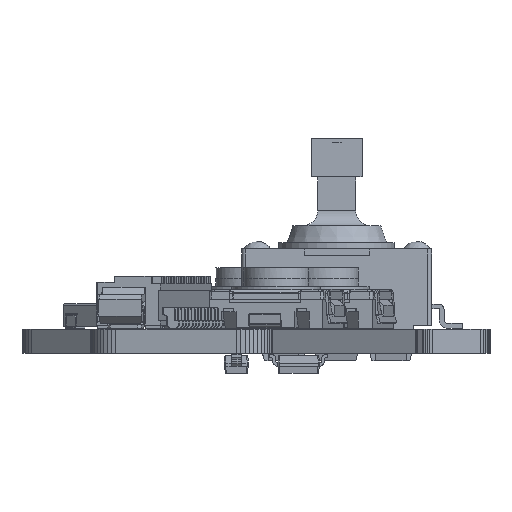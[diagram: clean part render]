
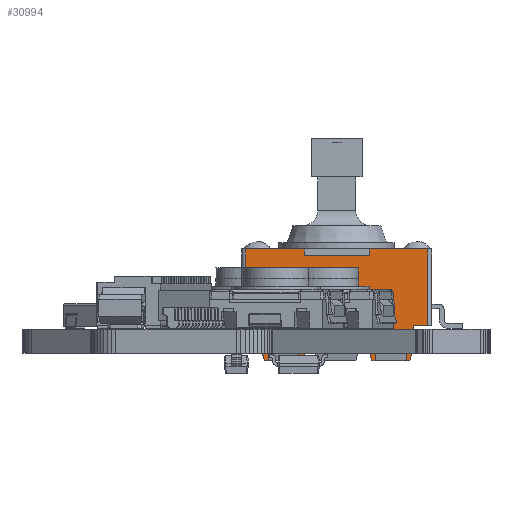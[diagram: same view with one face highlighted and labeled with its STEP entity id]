
A CAD part, front view. The second image highlights one B-rep face of the part: STEP entity #30994.
In plain terms, the highlighted face is planar.
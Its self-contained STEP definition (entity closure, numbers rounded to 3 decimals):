
#2134=FACE_OUTER_BOUND('',#3772,.T.);
#3772=EDGE_LOOP('',(#25633,#25634,#25635,#25636,#25637,#25638,#25639,#25640,
#25641,#25642,#25643,#25644,#25645,#25646,#25647,#25648,#25649,#25650,#25651,
#25652,#25653,#25654,#25655,#25656,#25657,#25658,#25659,#25660));
#6959=LINE('',#47922,#10808);
#6963=LINE('',#47931,#10812);
#6965=LINE('',#47935,#10814);
#6969=LINE('',#47946,#10818);
#6977=LINE('',#47962,#10826);
#6988=LINE('',#47986,#10837);
#6990=LINE('',#47990,#10839);
#6992=LINE('',#47995,#10841);
#7003=LINE('',#48024,#10852);
#7005=LINE('',#48029,#10854);
#7010=LINE('',#48040,#10859);
#7012=LINE('',#48047,#10861);
#7016=LINE('',#48057,#10865);
#7020=LINE('',#48063,#10869);
#7023=LINE('',#48069,#10872);
#7024=LINE('',#48071,#10873);
#7025=LINE('',#48073,#10874);
#7026=LINE('',#48075,#10875);
#7144=LINE('',#48330,#10993);
#7145=LINE('',#48336,#10994);
#7146=LINE('',#48337,#10995);
#7147=LINE('',#48338,#10996);
#7148=LINE('',#48339,#10997);
#7149=LINE('',#48341,#10998);
#7150=LINE('',#48343,#10999);
#7151=LINE('',#48345,#11000);
#7152=LINE('',#48347,#11001);
#7153=LINE('',#48348,#11002);
#10808=VECTOR('',#39362,1.);
#10812=VECTOR('',#39368,1.);
#10814=VECTOR('',#39370,1.);
#10818=VECTOR('',#39378,1.);
#10826=VECTOR('',#39390,1.);
#10837=VECTOR('',#39407,1.);
#10839=VECTOR('',#39409,1.);
#10841=VECTOR('',#39415,1.);
#10852=VECTOR('',#39446,1.);
#10854=VECTOR('',#39452,1.);
#10859=VECTOR('',#39463,1.);
#10861=VECTOR('',#39471,1.);
#10865=VECTOR('',#39483,1.);
#10869=VECTOR('',#39491,1.);
#10872=VECTOR('',#39500,1.);
#10873=VECTOR('',#39503,1.);
#10874=VECTOR('',#39506,1.);
#10875=VECTOR('',#39509,1.);
#10993=VECTOR('',#39765,1.);
#10994=VECTOR('',#39772,1.);
#10995=VECTOR('',#39773,1.);
#10996=VECTOR('',#39774,1.);
#10997=VECTOR('',#39775,1.);
#10998=VECTOR('',#39776,1.);
#10999=VECTOR('',#39777,1.);
#11000=VECTOR('',#39778,1.);
#11001=VECTOR('',#39779,1.);
#11002=VECTOR('',#39780,1.);
#13932=VERTEX_POINT('',#47919);
#13933=VERTEX_POINT('',#47921);
#13936=VERTEX_POINT('',#47928);
#13937=VERTEX_POINT('',#47930);
#13938=VERTEX_POINT('',#47932);
#13939=VERTEX_POINT('',#47934);
#13943=VERTEX_POINT('',#47943);
#13944=VERTEX_POINT('',#47945);
#13947=VERTEX_POINT('',#47955);
#13950=VERTEX_POINT('',#47960);
#13959=VERTEX_POINT('',#47983);
#13960=VERTEX_POINT('',#47985);
#13961=VERTEX_POINT('',#47987);
#13962=VERTEX_POINT('',#47989);
#13971=VERTEX_POINT('',#48023);
#13972=VERTEX_POINT('',#48028);
#13975=VERTEX_POINT('',#48039);
#13977=VERTEX_POINT('',#48046);
#13978=VERTEX_POINT('',#48054);
#13979=VERTEX_POINT('',#48056);
#14046=VERTEX_POINT('',#48328);
#14047=VERTEX_POINT('',#48329);
#14048=VERTEX_POINT('',#48334);
#14049=VERTEX_POINT('',#48335);
#14050=VERTEX_POINT('',#48340);
#14051=VERTEX_POINT('',#48342);
#14052=VERTEX_POINT('',#48344);
#14053=VERTEX_POINT('',#48346);
#17831=EDGE_CURVE('',#13932,#13933,#6959,.T.);
#17835=EDGE_CURVE('',#13937,#13936,#6963,.T.);
#17837=EDGE_CURVE('',#13939,#13938,#6965,.T.);
#17842=EDGE_CURVE('',#13944,#13943,#6969,.T.);
#17850=EDGE_CURVE('',#13947,#13950,#6977,.T.);
#17861=EDGE_CURVE('',#13959,#13960,#6988,.T.);
#17863=EDGE_CURVE('',#13961,#13962,#6990,.T.);
#17866=EDGE_CURVE('',#13936,#13944,#6992,.T.);
#17881=EDGE_CURVE('',#13971,#13939,#7003,.T.);
#17884=EDGE_CURVE('',#13972,#13971,#7005,.T.);
#17889=EDGE_CURVE('',#13962,#13975,#7010,.T.);
#17893=EDGE_CURVE('',#13975,#13977,#7012,.T.);
#17898=EDGE_CURVE('',#13979,#13978,#7016,.T.);
#17902=EDGE_CURVE('',#13933,#13959,#7020,.T.);
#17905=EDGE_CURVE('',#13938,#13979,#7023,.T.);
#17906=EDGE_CURVE('',#13937,#13978,#7024,.T.);
#17907=EDGE_CURVE('',#13960,#13950,#7025,.T.);
#17908=EDGE_CURVE('',#13961,#13947,#7026,.T.);
#18032=EDGE_CURVE('',#14046,#14047,#7144,.T.);
#18035=EDGE_CURVE('',#14048,#14049,#7145,.T.);
#18036=EDGE_CURVE('',#14048,#13977,#7146,.T.);
#18037=EDGE_CURVE('',#13932,#13972,#7147,.T.);
#18038=EDGE_CURVE('',#13943,#14047,#7148,.T.);
#18039=EDGE_CURVE('',#14046,#14050,#7149,.T.);
#18040=EDGE_CURVE('',#14050,#14051,#7150,.T.);
#18041=EDGE_CURVE('',#14051,#14052,#7151,.T.);
#18042=EDGE_CURVE('',#14052,#14053,#7152,.T.);
#18043=EDGE_CURVE('',#14053,#14049,#7153,.T.);
#25633=ORIENTED_EDGE('',*,*,#18035,.F.);
#25634=ORIENTED_EDGE('',*,*,#18036,.T.);
#25635=ORIENTED_EDGE('',*,*,#17893,.F.);
#25636=ORIENTED_EDGE('',*,*,#17889,.F.);
#25637=ORIENTED_EDGE('',*,*,#17863,.F.);
#25638=ORIENTED_EDGE('',*,*,#17908,.T.);
#25639=ORIENTED_EDGE('',*,*,#17850,.T.);
#25640=ORIENTED_EDGE('',*,*,#17907,.F.);
#25641=ORIENTED_EDGE('',*,*,#17861,.F.);
#25642=ORIENTED_EDGE('',*,*,#17902,.F.);
#25643=ORIENTED_EDGE('',*,*,#17831,.F.);
#25644=ORIENTED_EDGE('',*,*,#18037,.T.);
#25645=ORIENTED_EDGE('',*,*,#17884,.T.);
#25646=ORIENTED_EDGE('',*,*,#17881,.T.);
#25647=ORIENTED_EDGE('',*,*,#17837,.T.);
#25648=ORIENTED_EDGE('',*,*,#17905,.T.);
#25649=ORIENTED_EDGE('',*,*,#17898,.T.);
#25650=ORIENTED_EDGE('',*,*,#17906,.F.);
#25651=ORIENTED_EDGE('',*,*,#17835,.T.);
#25652=ORIENTED_EDGE('',*,*,#17866,.T.);
#25653=ORIENTED_EDGE('',*,*,#17842,.T.);
#25654=ORIENTED_EDGE('',*,*,#18038,.T.);
#25655=ORIENTED_EDGE('',*,*,#18032,.F.);
#25656=ORIENTED_EDGE('',*,*,#18039,.T.);
#25657=ORIENTED_EDGE('',*,*,#18040,.T.);
#25658=ORIENTED_EDGE('',*,*,#18041,.T.);
#25659=ORIENTED_EDGE('',*,*,#18042,.T.);
#25660=ORIENTED_EDGE('',*,*,#18043,.T.);
#28653=PLANE('',#33058);
#30994=ADVANCED_FACE('',(#2134),#28653,.T.);
#33058=AXIS2_PLACEMENT_3D('',#48333,#39770,#39771);
#39362=DIRECTION('',(0.,0.,-1.));
#39368=DIRECTION('',(-1.,0.,0.));
#39370=DIRECTION('',(-1.,0.,0.));
#39378=DIRECTION('',(0.,0.,1.));
#39390=DIRECTION('',(-1.,0.,0.));
#39407=DIRECTION('',(1.,0.,0.));
#39409=DIRECTION('',(1.,0.,0.));
#39415=DIRECTION('',(-0.243,0.,0.97));
#39446=DIRECTION('',(-0.243,0.,-0.97));
#39452=DIRECTION('',(0.,0.,-1.));
#39463=DIRECTION('',(0.243,0.,0.97));
#39471=DIRECTION('',(0.,0.,1.));
#39483=DIRECTION('',(-1.,0.,0.));
#39491=DIRECTION('',(0.243,0.,-0.97));
#39500=DIRECTION('',(0.,0.,1.));
#39503=DIRECTION('',(0.,0.,1.));
#39506=DIRECTION('',(0.,0.,1.));
#39509=DIRECTION('',(0.,0.,1.));
#39765=DIRECTION('',(0.,0.,-1.));
#39770=DIRECTION('center_axis',(0.,1.,0.));
#39771=DIRECTION('ref_axis',(0.,0.,1.));
#39772=DIRECTION('',(0.,0.,1.));
#39773=DIRECTION('',(-1.,0.,0.));
#39774=DIRECTION('',(-1.,0.,0.));
#39775=DIRECTION('',(-1.,0.,0.));
#39776=DIRECTION('',(1.,0.,0.));
#39777=DIRECTION('',(0.,0.,-1.));
#39778=DIRECTION('',(1.,0.,0.));
#39779=DIRECTION('',(0.,0.,1.));
#39780=DIRECTION('',(1.,0.,0.));
#47919=CARTESIAN_POINT('',(1.975,6.2,0.182));
#47921=CARTESIAN_POINT('',(1.975,6.2,-1.118));
#47922=CARTESIAN_POINT('',(1.975,6.2,0.182));
#47928=CARTESIAN_POINT('',(-4.775,6.2,-2.118));
#47930=CARTESIAN_POINT('',(-4.525,6.2,-2.118));
#47931=CARTESIAN_POINT('',(-4.525,6.2,-2.118));
#47932=CARTESIAN_POINT('',(-2.525,6.2,-2.118));
#47934=CARTESIAN_POINT('',(-2.275,6.2,-2.118));
#47935=CARTESIAN_POINT('',(-2.275,6.2,-2.118));
#47943=CARTESIAN_POINT('',(-5.025,6.2,0.182));
#47945=CARTESIAN_POINT('',(-5.025,6.2,-1.118));
#47946=CARTESIAN_POINT('',(-5.025,6.2,-1.118));
#47955=CARTESIAN_POINT('',(4.475,6.2,-1.118));
#47960=CARTESIAN_POINT('',(2.475,6.2,-1.118));
#47962=CARTESIAN_POINT('',(4.475,6.2,-1.118));
#47983=CARTESIAN_POINT('',(2.225,6.2,-2.118));
#47985=CARTESIAN_POINT('',(2.475,6.2,-2.118));
#47986=CARTESIAN_POINT('',(2.225,6.2,-2.118));
#47987=CARTESIAN_POINT('',(4.475,6.2,-2.118));
#47989=CARTESIAN_POINT('',(4.725,6.2,-2.118));
#47990=CARTESIAN_POINT('',(4.475,6.2,-2.118));
#47995=CARTESIAN_POINT('',(-4.775,6.2,-2.118));
#48023=CARTESIAN_POINT('',(-2.025,6.2,-1.118));
#48024=CARTESIAN_POINT('',(-2.025,6.2,-1.118));
#48028=CARTESIAN_POINT('',(-2.025,6.2,0.182));
#48029=CARTESIAN_POINT('',(-2.025,6.2,0.182));
#48039=CARTESIAN_POINT('',(4.975,6.2,-1.118));
#48040=CARTESIAN_POINT('',(4.725,6.2,-2.118));
#48046=CARTESIAN_POINT('',(4.975,6.2,0.182));
#48047=CARTESIAN_POINT('',(4.975,6.2,-1.118));
#48054=CARTESIAN_POINT('',(-4.525,6.2,-1.118));
#48056=CARTESIAN_POINT('',(-2.525,6.2,-1.118));
#48057=CARTESIAN_POINT('',(-2.525,6.2,-1.118));
#48063=CARTESIAN_POINT('',(1.975,6.2,-1.118));
#48069=CARTESIAN_POINT('',(-2.525,6.2,-2.118));
#48071=CARTESIAN_POINT('',(-4.525,6.2,-2.118));
#48073=CARTESIAN_POINT('',(2.475,6.2,-2.118));
#48075=CARTESIAN_POINT('',(4.475,6.2,-2.118));
#48328=CARTESIAN_POINT('',(-5.95,6.2,5.182));
#48329=CARTESIAN_POINT('',(-5.95,6.2,0.182));
#48330=CARTESIAN_POINT('',(-5.95,6.2,5.182));
#48333=CARTESIAN_POINT('Origin',(-6.545,6.2,-2.483));
#48334=CARTESIAN_POINT('',(5.95,6.2,0.182));
#48335=CARTESIAN_POINT('',(5.95,6.2,5.182));
#48336=CARTESIAN_POINT('',(5.95,6.2,0.182));
#48337=CARTESIAN_POINT('',(5.95,6.2,0.182));
#48338=CARTESIAN_POINT('',(1.975,6.2,0.182));
#48339=CARTESIAN_POINT('',(-5.025,6.2,0.182));
#48340=CARTESIAN_POINT('',(-2.125,6.2,5.182));
#48341=CARTESIAN_POINT('',(-5.95,6.2,5.182));
#48342=CARTESIAN_POINT('',(-2.125,6.2,4.782));
#48343=CARTESIAN_POINT('',(-2.125,6.2,5.182));
#48344=CARTESIAN_POINT('',(2.125,6.2,4.782));
#48345=CARTESIAN_POINT('',(-2.125,6.2,4.782));
#48346=CARTESIAN_POINT('',(2.125,6.2,5.182));
#48347=CARTESIAN_POINT('',(2.125,6.2,4.782));
#48348=CARTESIAN_POINT('',(2.125,6.2,5.182));
